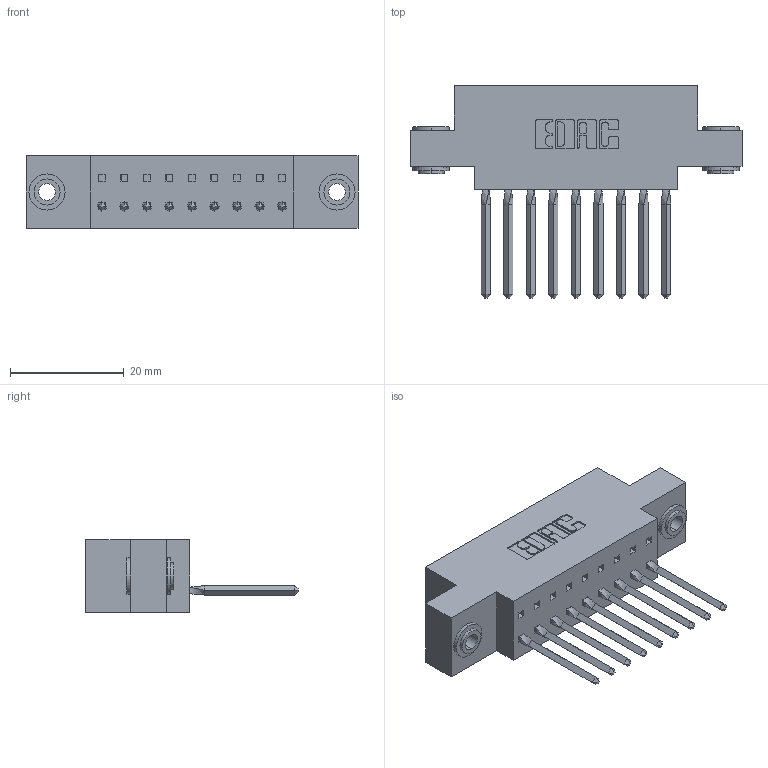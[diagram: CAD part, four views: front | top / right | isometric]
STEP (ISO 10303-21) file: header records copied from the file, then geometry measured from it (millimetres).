
FILE_DESCRIPTION (( 'STEP AP203' ), '1' );
FILE_NAME ('317-009-541-603.STEP', '2020-02-27T13:21:16', ( '' ), ( '' ), 'SwSTEP 2.0', 'SolidWorks 2016', '' );
FILE_SCHEMA (( 'CONFIG_CONTROL_DESIGN' ));
Length unit declared in the file: inch
Products named in the file (4): 345-250-002_345-250-002-102; 317-290-002_541; 317 Part_.156 Dia - TH; 317-009-541-603
Assembly tree (12 placements, depth 2):
  317-009-541-603
    317 Part_.156 Dia - TH
    317-290-002_541  x9
    345-250-002_345-250-002-102  x2
Bounding box: 58.37 x 37.34 x 12.7 mm (x, y, z)
Volume: 8470.2 mm3; surface area: 11083.5 mm2
Topology: 12 solids, 12 shells, 1508 faces, 4257 edges, 2768 vertices
Faces by surface type: plane 1184, cylinder 280, bspline 36, cone 8
Entity records: 19523 total; most frequent: CARTESIAN_POINT 4063, ORIENTED_EDGE 3318, DIRECTION 2743, EDGE_CURVE 1659, LINE 1271, VECTOR 1271, VERTEX_POINT 1096, AXIS2_PLACEMENT_3D 736
